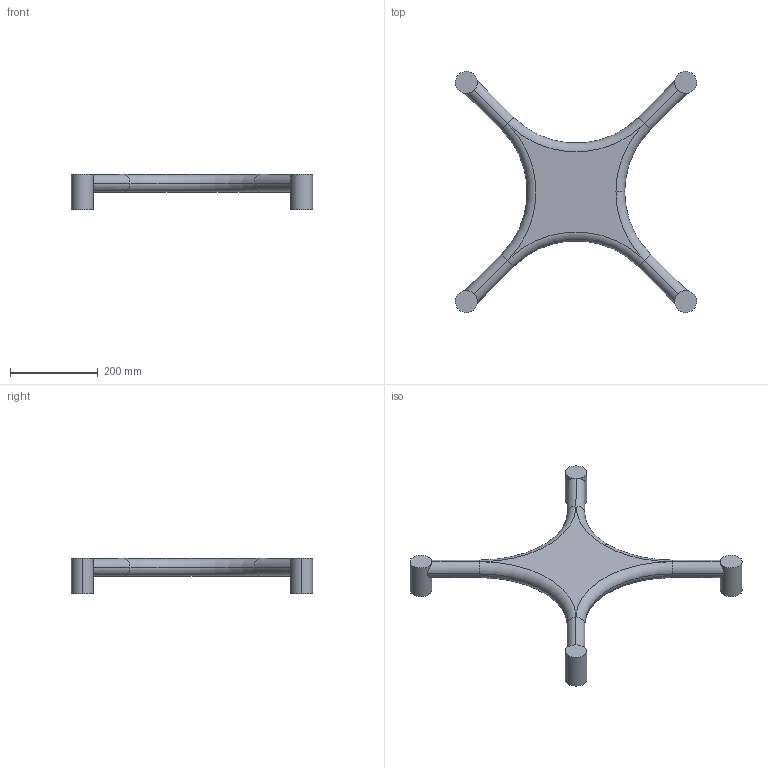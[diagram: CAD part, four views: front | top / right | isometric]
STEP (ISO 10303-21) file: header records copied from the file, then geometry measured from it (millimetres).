
FILE_DESCRIPTION (( 'STEP AP203' ), '1' );
FILE_NAME ('侐唅秫耀倰.STEP', '2020-03-08T15:14:28', ( '' ), ( '' ), 'SwSTEP 2.0', 'SolidWorks 2016', '' );
FILE_SCHEMA (( 'CONFIG_CONTROL_DESIGN' ));
Length unit declared in the file: millimetre
Products named in the file (1): 侐唅秫耀倰
Bounding box: 550 x 550 x 80 mm (x, y, z)
Volume: 3681948.5 mm3; surface area: 282233.3 mm2
Topology: 1 solids, 1 shells, 48 faces, 105 edges, 59 vertices
Faces by surface type: cylinder 28, torus 10, plane 10
Entity records: 1839 total; most frequent: CARTESIAN_POINT 725, DIRECTION 232, ORIENTED_EDGE 210, EDGE_CURVE 105, AXIS2_PLACEMENT_3D 102, VERTEX_POINT 59, CIRCLE 53, EDGE_LOOP 48
